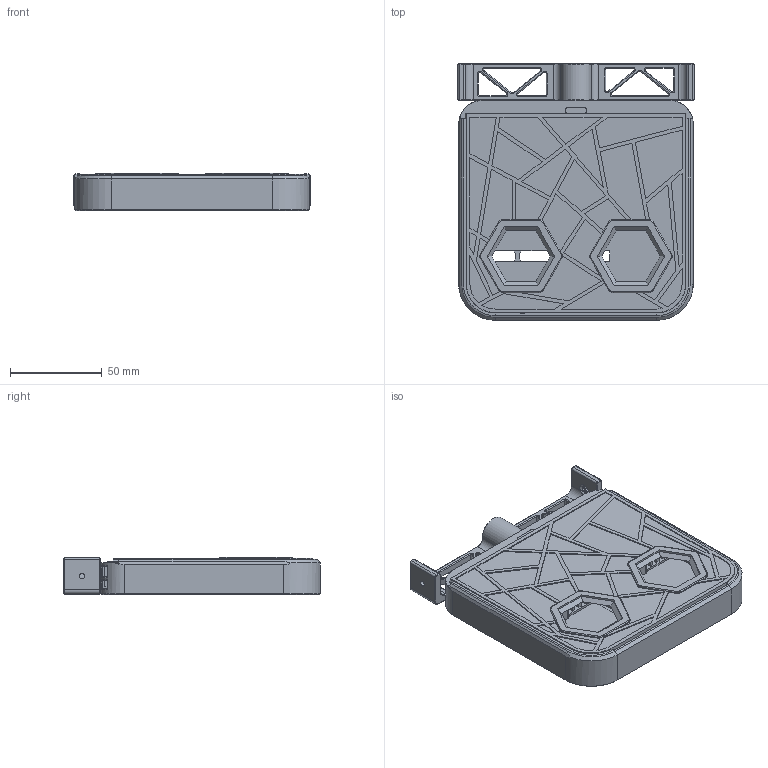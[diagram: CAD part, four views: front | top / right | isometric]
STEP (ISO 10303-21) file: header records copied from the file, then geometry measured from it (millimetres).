
FILE_DESCRIPTION(/* description */ (''),/* implementation_level */ '2;1');
FILE_NAME(/* name */ 'THE_FILTER_STANDARD_SPACING v1.step',/* time_stamp */ '2022-12-24T16:58:25-08:00',/* author */ (''),/* organization */ (''),/* preprocessor_version */ 'ST-DEVELOPER v19.2',/* originating_system */ 'Autodesk Translation Framework v11.17.0.187',/* authorisation */ '');
FILE_SCHEMA (('AUTOMOTIVE_DESIGN { 1 0 10303 214 3 1 1 }'));
Length unit declared in the file: millimetre
Products named in the file (1): THE_FILTER_STANDARD_SPACING
Bounding box: 128.8 x 140 x 20.25 mm (x, y, z)
Volume: 125415.9 mm3; surface area: 101340.5 mm2
Topology: 3 solids, 4 shells, 1137 faces, 3136 edges, 1940 vertices
Faces by surface type: plane 877, cylinder 170, cone 51, torus 30, bspline 9
Full cylindrical faces by diameter (mm): 2.4 x4, 3 x2, 4.6 x2, 9 x1, 9.9 x1, 10.5 x1, 12.3 x1
Entity records: 36363 total; most frequent: CARTESIAN_POINT 7062, ORIENTED_EDGE 6272, DIRECTION 5793, EDGE_CURVE 3136, LINE 2595, VECTOR 2595, VERTEX_POINT 1940, AXIS2_PLACEMENT_3D 1599
